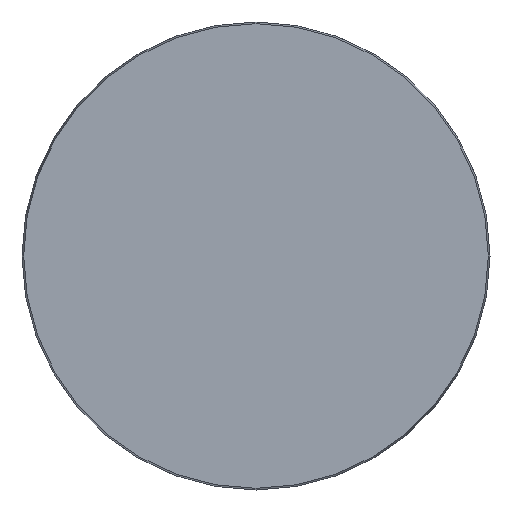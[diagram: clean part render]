
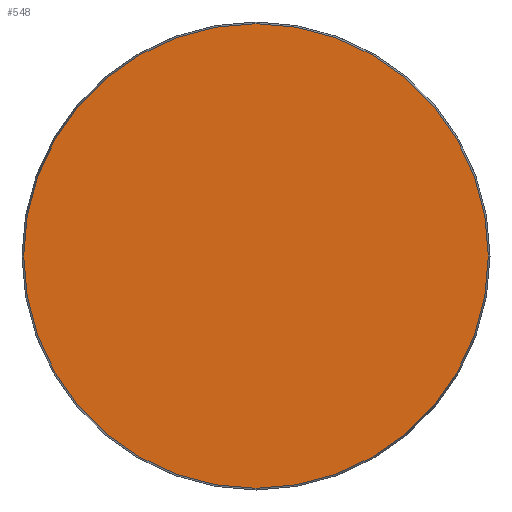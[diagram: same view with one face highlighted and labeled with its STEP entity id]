
A CAD part, front view. The second image highlights one B-rep face of the part: STEP entity #548.
In plain terms, the highlighted planar face has unit normal (0, -1, 0).
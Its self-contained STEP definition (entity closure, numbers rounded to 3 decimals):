
#5 = DIRECTION ( 'NONE',  ( 0., -1., 0. ) ) ;
#32 = AXIS2_PLACEMENT_3D ( 'NONE', #311, #60, #234 ) ;
#58 = FACE_OUTER_BOUND ( 'NONE', #423, .T. ) ;
#60 = DIRECTION ( 'NONE',  ( 0., 1., 0. ) ) ;
#104 = VERTEX_POINT ( 'NONE', #398 ) ;
#146 = PLANE ( 'NONE',  #32 ) ;
#178 = DIRECTION ( 'NONE',  ( 0., 0., -1. ) ) ;
#234 = DIRECTION ( 'NONE',  ( 0., 0., 1. ) ) ;
#260 = CIRCLE ( 'NONE', #418, 78.425 ) ;
#311 = CARTESIAN_POINT ( 'NONE',  ( -78.425, 0., 0. ) ) ;
#326 = ORIENTED_EDGE ( 'NONE', *, *, #397, .T. ) ;
#397 = EDGE_CURVE ( 'NONE', #104, #104, #260, .T. ) ;
#398 = CARTESIAN_POINT ( 'NONE',  ( 0., 0., -78.425 ) ) ;
#418 = AXIS2_PLACEMENT_3D ( 'NONE', #510, #5, #178 ) ;
#423 = EDGE_LOOP ( 'NONE', ( #326 ) ) ;
#510 = CARTESIAN_POINT ( 'NONE',  ( 0., 0., 0. ) ) ;
#548 = ADVANCED_FACE ( 'NONE', ( #58 ), #146, .F. ) ;
